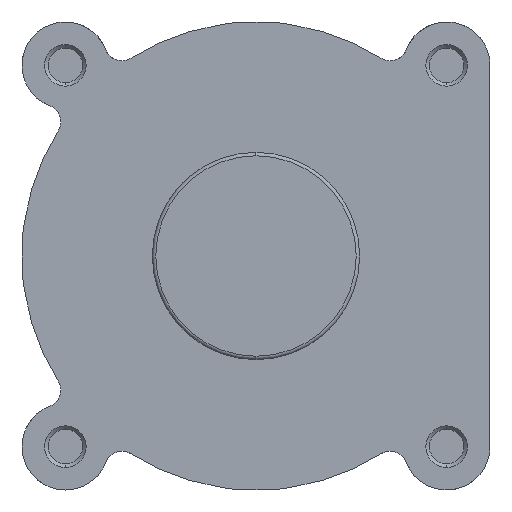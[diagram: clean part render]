
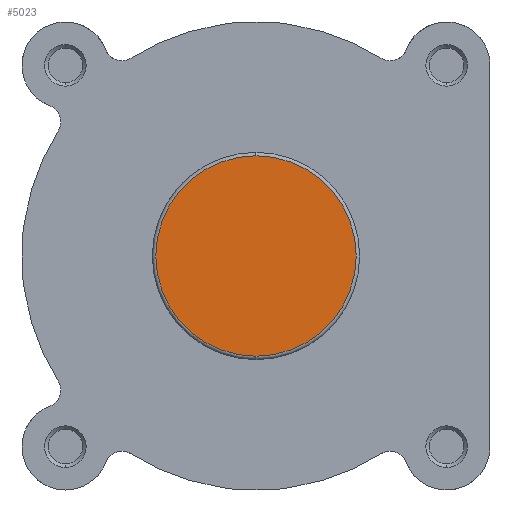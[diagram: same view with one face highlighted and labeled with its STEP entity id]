
A CAD part, left-side view. The second image highlights one B-rep face of the part: STEP entity #5023.
In plain terms, the highlighted planar face has unit normal (-1, 0, 0).
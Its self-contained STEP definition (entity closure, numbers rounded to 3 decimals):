
#237 = EDGE_LOOP ( 'NONE', ( #1023, #1022 ) ) ;
#1022 = ORIENTED_EDGE ( 'NONE', *, *, #1300, .T. ) ;
#1023 = ORIENTED_EDGE ( 'NONE', *, *, #5130, .T. ) ;
#1300 = EDGE_CURVE ( 'NONE', #4532, #4509, #1476, .T. ) ;
#1476 = CIRCLE ( 'NONE', #5566, 28.9 ) ;
#1931 = FACE_OUTER_BOUND ( 'NONE', #237, .T. ) ;
#2087 = CIRCLE ( 'NONE', #5850, 28.9 ) ;
#2605 = CARTESIAN_POINT ( 'NONE',  ( 0., 29.9, 0. ) ) ;
#2606 = PLANE ( 'NONE',  #5793 ) ;
#2608 = DIRECTION ( 'NONE',  ( 1., 0., 0. ) ) ;
#2609 = DIRECTION ( 'NONE',  ( 0., 0., -1. ) ) ;
#2878 = CARTESIAN_POINT ( 'NONE',  ( 0., 0., 0. ) ) ;
#2885 = DIRECTION ( 'NONE',  ( -1., 0., 0. ) ) ;
#2886 = DIRECTION ( 'NONE',  ( 0., 0., -1. ) ) ;
#4509 = VERTEX_POINT ( 'NONE', #6833 ) ;
#4532 = VERTEX_POINT ( 'NONE', #6856 ) ;
#5023 = ADVANCED_FACE ( 'NONE', ( #1931 ), #2606, .F. ) ;
#5130 = EDGE_CURVE ( 'NONE', #4509, #4532, #2087, .T. ) ;
#5566 = AXIS2_PLACEMENT_3D ( 'NONE', #6510, #6511, #6512 ) ;
#5793 = AXIS2_PLACEMENT_3D ( 'NONE', #2605, #2608, #2609 ) ;
#5850 = AXIS2_PLACEMENT_3D ( 'NONE', #2878, #2885, #2886 ) ;
#6510 = CARTESIAN_POINT ( 'NONE',  ( 0., 0., 0. ) ) ;
#6511 = DIRECTION ( 'NONE',  ( -1., 0., 0. ) ) ;
#6512 = DIRECTION ( 'NONE',  ( 0., 0., -1. ) ) ;
#6833 = CARTESIAN_POINT ( 'NONE',  ( 0., 0., -28.9 ) ) ;
#6856 = CARTESIAN_POINT ( 'NONE',  ( 0., 0., 28.9 ) ) ;
